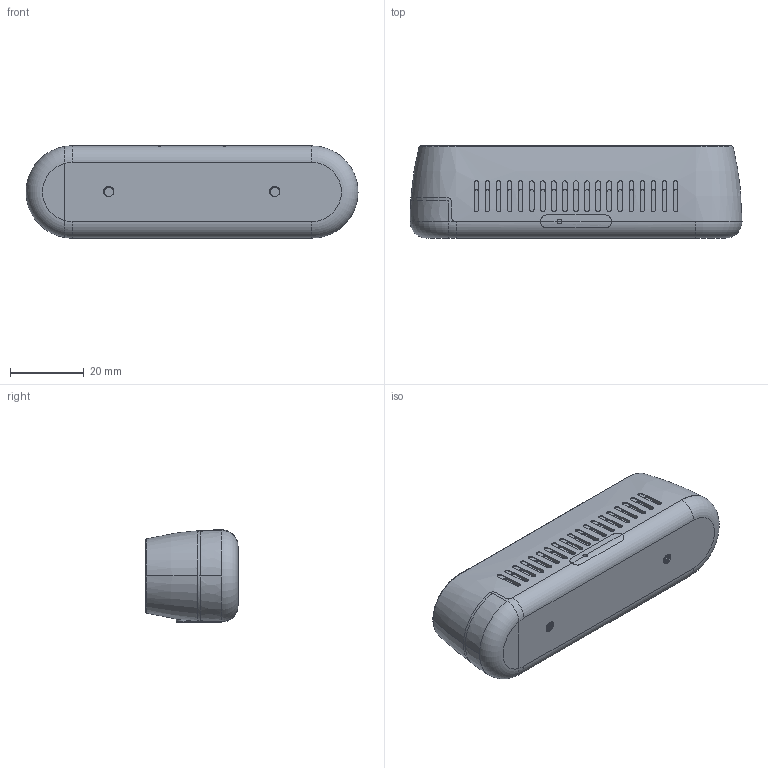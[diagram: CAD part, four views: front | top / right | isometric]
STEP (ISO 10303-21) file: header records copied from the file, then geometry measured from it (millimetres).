
FILE_DESCRIPTION (( 'STEP AP214' ), '1' );
FILE_NAME ('Intel Realsense D435.STEP', '2024-03-25T09:29:59', ( '' ), ( '' ), 'SwSTEP 2.0', 'SolidWorks 2024', '' );
FILE_SCHEMA (( 'AUTOMOTIVE_DESIGN' ));
Length unit declared in the file: millimetre
Products named in the file (1): Intel Realsense D435
Bounding box: 90 x 25 x 25 mm (x, y, z)
Volume: 48696.6 mm3; surface area: 14954.5 mm2
Topology: 5 solids, 5 shells, 382 faces, 1008 edges, 671 vertices
Faces by surface type: cylinder 178, plane 154, bspline 40, torus 10
Entity records: 21084 total; most frequent: CARTESIAN_POINT 12258, ORIENTED_EDGE 2016, DIRECTION 1540, EDGE_CURVE 1008, VERTEX_POINT 671, AXIS2_PLACEMENT_3D 538, LINE 464, VECTOR 464
